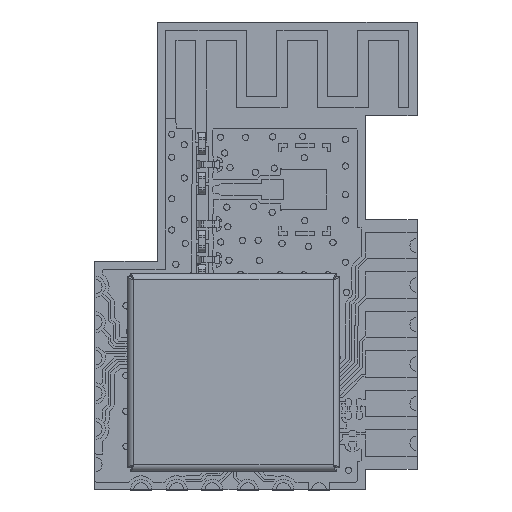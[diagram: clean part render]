
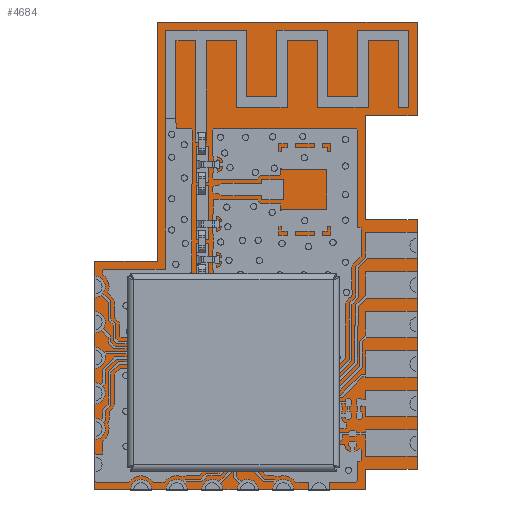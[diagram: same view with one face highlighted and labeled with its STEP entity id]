
A CAD part, top view. The second image highlights one B-rep face of the part: STEP entity #4684.
In plain terms, the highlighted planar face has unit normal (0, 0, 1).
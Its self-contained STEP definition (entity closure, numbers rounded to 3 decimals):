
#4684=ADVANCED_FACE('',(#10692),#10693,.T.);
#10692=FACE_OUTER_BOUND('',#17957,.T.);
#10693=PLANE('',#17958);
#17957=EDGE_LOOP('',(#41634,#41635,#41636,#41637,#41638,#41639,#41640,#41641,#41642,#41643,#41644,#41645));
#17958=AXIS2_PLACEMENT_3D('',#41646,#41647,#41648);
#41634=ORIENTED_EDGE('',*,*,#57404,.T.);
#41635=ORIENTED_EDGE('',*,*,#57405,.T.);
#41636=ORIENTED_EDGE('',*,*,#57406,.T.);
#41637=ORIENTED_EDGE('',*,*,#57407,.T.);
#41638=ORIENTED_EDGE('',*,*,#57408,.T.);
#41639=ORIENTED_EDGE('',*,*,#57409,.T.);
#41640=ORIENTED_EDGE('',*,*,#57410,.T.);
#41641=ORIENTED_EDGE('',*,*,#57411,.T.);
#41642=ORIENTED_EDGE('',*,*,#57412,.T.);
#41643=ORIENTED_EDGE('',*,*,#57413,.T.);
#41644=ORIENTED_EDGE('',*,*,#57414,.T.);
#41645=ORIENTED_EDGE('',*,*,#57415,.T.);
#41646=CARTESIAN_POINT('',(0.0,0.0,0.782));
#41647=DIRECTION('',(0.0,0.0,1.0));
#41648=DIRECTION('',(1.0,0.0,0.0));
#57404=EDGE_CURVE('',#71067,#71068,#71069,.T.);
#57405=EDGE_CURVE('',#71068,#71070,#71071,.T.);
#57406=EDGE_CURVE('',#71070,#71072,#71073,.T.);
#57407=EDGE_CURVE('',#71072,#71074,#71075,.T.);
#57408=EDGE_CURVE('',#71074,#71076,#71077,.T.);
#57409=EDGE_CURVE('',#71076,#71078,#71079,.T.);
#57410=EDGE_CURVE('',#71078,#71080,#71081,.T.);
#57411=EDGE_CURVE('',#71080,#71082,#71083,.T.);
#57412=EDGE_CURVE('',#71082,#71084,#71085,.T.);
#57413=EDGE_CURVE('',#71084,#71086,#71087,.T.);
#57414=EDGE_CURVE('',#71086,#71088,#71089,.T.);
#57415=EDGE_CURVE('',#71088,#71067,#71090,.T.);
#71067=VERTEX_POINT('',#92472);
#71068=VERTEX_POINT('',#92473);
#71069=LINE('',#92474,#92475);
#71070=VERTEX_POINT('',#92476);
#71071=LINE('',#92477,#92478);
#71072=VERTEX_POINT('',#92479);
#71073=LINE('',#92480,#92481);
#71074=VERTEX_POINT('',#92482);
#71075=LINE('',#92483,#92484);
#71076=VERTEX_POINT('',#92485);
#71077=LINE('',#92486,#92487);
#71078=VERTEX_POINT('',#92488);
#71079=LINE('',#92489,#92490);
#71080=VERTEX_POINT('',#92491);
#71081=LINE('',#92492,#92493);
#71082=VERTEX_POINT('',#92494);
#71083=LINE('',#92495,#92496);
#71084=VERTEX_POINT('',#92497);
#71085=LINE('',#92498,#92499);
#71086=VERTEX_POINT('',#92500);
#71087=LINE('',#92501,#92502);
#71088=VERTEX_POINT('',#92503);
#71089=LINE('',#92504,#92505);
#71090=LINE('',#92506,#92507);
#92472=CARTESIAN_POINT('',(15.5,22.5,0.782));
#92473=CARTESIAN_POINT('',(3.,22.5,0.782));
#92474=CARTESIAN_POINT('',(15.5,22.5,0.782));
#92475=VECTOR('',#106949,1.0);
#92476=CARTESIAN_POINT('',(3.,11.,0.782));
#92477=CARTESIAN_POINT('',(3.,22.5,0.782));
#92478=VECTOR('',#106950,1.0);
#92479=CARTESIAN_POINT('',(0.,11.,0.782));
#92480=CARTESIAN_POINT('',(3.,11.,0.782));
#92481=VECTOR('',#106951,1.0);
#92482=CARTESIAN_POINT('',(0.,0.,0.782));
#92483=CARTESIAN_POINT('',(0.,11.,0.782));
#92484=VECTOR('',#106952,1.0);
#92485=CARTESIAN_POINT('',(13.,0.,0.782));
#92486=CARTESIAN_POINT('',(0.,0.,0.782));
#92487=VECTOR('',#106953,1.0);
#92488=CARTESIAN_POINT('',(13.,1.,0.782));
#92489=CARTESIAN_POINT('',(13.,0.,0.782));
#92490=VECTOR('',#106954,1.0);
#92491=CARTESIAN_POINT('',(15.5,1.,0.782));
#92492=CARTESIAN_POINT('',(13.,1.,0.782));
#92493=VECTOR('',#106955,1.0);
#92494=CARTESIAN_POINT('',(15.5,13.,0.782));
#92495=CARTESIAN_POINT('',(15.5,1.,0.782));
#92496=VECTOR('',#106956,1.0);
#92497=CARTESIAN_POINT('',(13.,13.,0.782));
#92498=CARTESIAN_POINT('',(15.5,13.,0.782));
#92499=VECTOR('',#106957,1.0);
#92500=CARTESIAN_POINT('',(13.,18.,0.782));
#92501=CARTESIAN_POINT('',(13.,13.,0.782));
#92502=VECTOR('',#106958,1.0);
#92503=CARTESIAN_POINT('',(15.5,18.,0.782));
#92504=CARTESIAN_POINT('',(13.,18.,0.782));
#92505=VECTOR('',#106959,1.0);
#92506=CARTESIAN_POINT('',(15.5,18.,0.782));
#92507=VECTOR('',#106960,1.0);
#106949=DIRECTION('',(-1.0,0.0,0.0));
#106950=DIRECTION('',(0.0,-1.0,0.0));
#106951=DIRECTION('',(-1.0,0.0,0.0));
#106952=DIRECTION('',(0.0,-1.0,0.0));
#106953=DIRECTION('',(1.0,0.0,0.0));
#106954=DIRECTION('',(0.0,1.0,0.0));
#106955=DIRECTION('',(1.0,0.0,0.0));
#106956=DIRECTION('',(0.0,1.0,0.0));
#106957=DIRECTION('',(-1.0,0.0,0.0));
#106958=DIRECTION('',(0.0,1.0,0.0));
#106959=DIRECTION('',(1.0,0.0,0.0));
#106960=DIRECTION('',(0.0,1.0,0.0));
